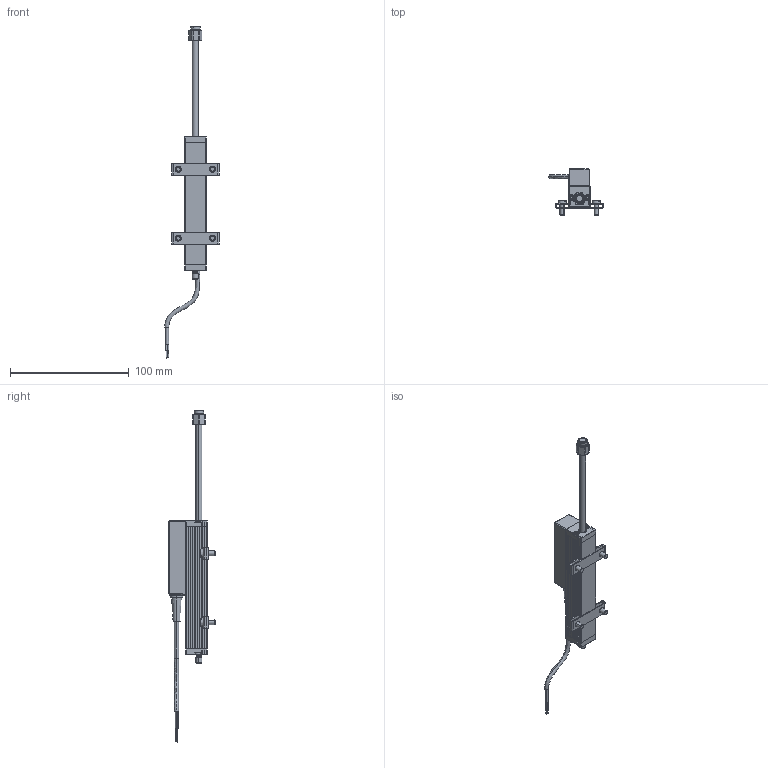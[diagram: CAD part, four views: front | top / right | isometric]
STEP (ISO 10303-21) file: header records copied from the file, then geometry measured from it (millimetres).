
FILE_DESCRIPTION (( 'STEP AP214' ), '1' );
FILE_NAME ('TE1-0075-101-411-202_ausgefahren.STEP', '2014-02-25T08:50:38', ( 'dummy' ), ( 'Hewlett-Packard Company' ), 'SwSTEP 2.0', 'SolidWorks 2013', '' );
FILE_SCHEMA (( 'AUTOMOTIVE_DESIGN' ));
Length unit declared in the file: millimetre
Products named in the file (1): TE1-0075-101-411-202_ausgefahren
Bounding box: 45.9 x 38.85 x 279.31 mm (x, y, z)
Surface area: 23182.7 mm2 (no closed solid volume)
Topology: 0 solids, 36 shells, 541 faces, 1700 edges, 1139 vertices
Faces by surface type: plane 233, cylinder 207, cone 56, torus 26, sphere 13, bspline 6
Entity records: 24903 total; most frequent: CARTESIAN_POINT 4021, DIRECTION 3373, ORIENTED_EDGE 2607, EDGE_CURVE 1691, AXIS2_PLACEMENT_3D 1233, VERTEX_POINT 1139, VECTOR 907, LINE 907
